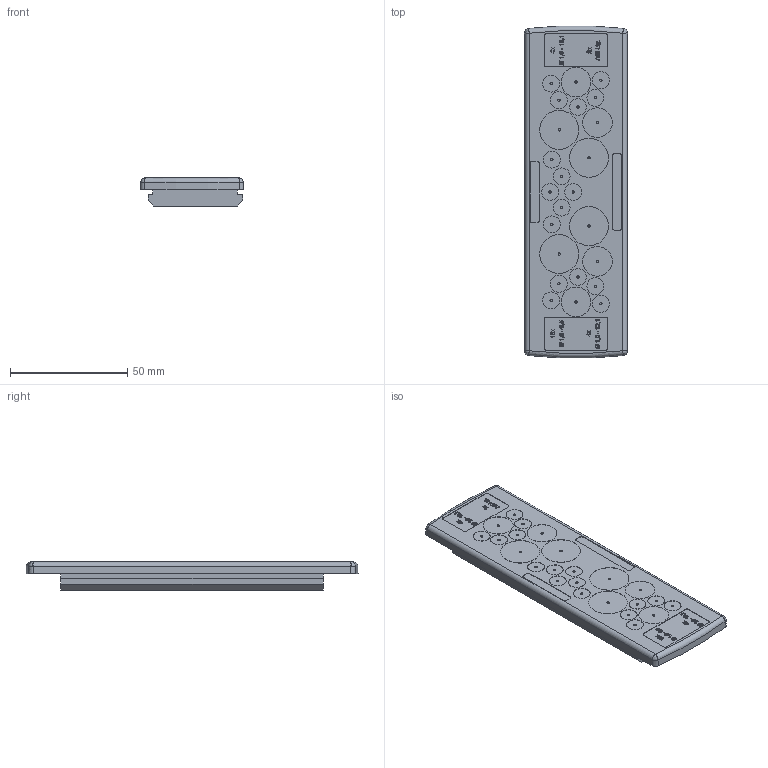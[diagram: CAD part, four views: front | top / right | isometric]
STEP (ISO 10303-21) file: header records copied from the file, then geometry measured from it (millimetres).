
FILE_DESCRIPTION(('CATIA V5R22 STEP214','CAx-IF Rec.Pracs.--- Model Styling and Organization---1.4--- 2014-01-23'),'2;1');
FILE_NAME ('1241160-5_2_2743590000_2743590000.stp','2022-01-21T07:18:38+00:00',('none'),('Weidmueller'),'CATIA Version 5-6 Release 2016 SP3 HF44','CATIA V5 STEP AP214','none');
FILE_SCHEMA(('AUTOMOTIVE_DESIGN { 1 0 10303 214 1 1 1 1 }'));
Products named in the file (1): CABTITE EP A 24/26 GY
Bounding box: 43.97 x 141.72 x 12 mm (x, y, z)
Volume: 44725 mm3; surface area: 23046.9 mm2
Topology: 1 solids, 1 shells, 860 faces, 2155 edges, 1430 vertices
Faces by surface type: plane 418, bspline 320, cylinder 98, extrusion 16, cone 6, torus 2
Entity records: 41055 total; most frequent: CARTESIAN_POINT 23714, ORIENTED_EDGE 4302, EDGE_CURVE 2151, DIRECTION 2036, VERTEX_POINT 1430, B_SPLINE_CURVE_WITH_KNOTS 1003, EDGE_LOOP 997, VECTOR 978
